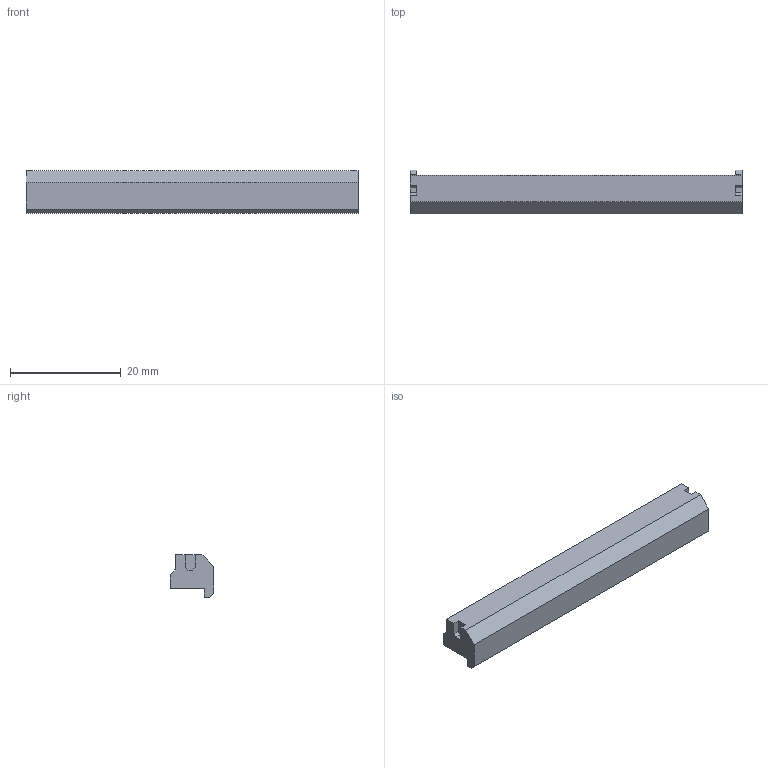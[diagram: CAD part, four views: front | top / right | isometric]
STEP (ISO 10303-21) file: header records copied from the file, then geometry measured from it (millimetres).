
FILE_DESCRIPTION(/* description */ (''),/* implementation_level */ '2;1');
FILE_NAME(/* name */ 'xlcd-cover-R3_v0.7-led.step',/* time_stamp */ '2025-08-29T04:57:26-03:00',/* author */ (''),/* organization */ (''),/* preprocessor_version */ 'ST-DEVELOPER v20.1',/* originating_system */ 'Autodesk Translation Framework v14.10.0.0',/* authorisation */ '');
FILE_SCHEMA (('AUTOMOTIVE_DESIGN { 1 0 10303 214 3 1 1 }'));
Length unit declared in the file: millimetre
Products named in the file (1): xlcd-cover-E3
Bounding box: 59.9 x 7.85 x 7.71 mm (x, y, z)
Volume: 1009.7 mm3; surface area: 1960.5 mm2
Topology: 1 solids, 1 shells, 54 faces, 154 edges, 102 vertices
Faces by surface type: plane 48, cone 6
Entity records: 1770 total; most frequent: CARTESIAN_POINT 311, ORIENTED_EDGE 308, DIRECTION 276, EDGE_CURVE 154, LINE 142, VECTOR 142, VERTEX_POINT 102, AXIS2_PLACEMENT_3D 67
